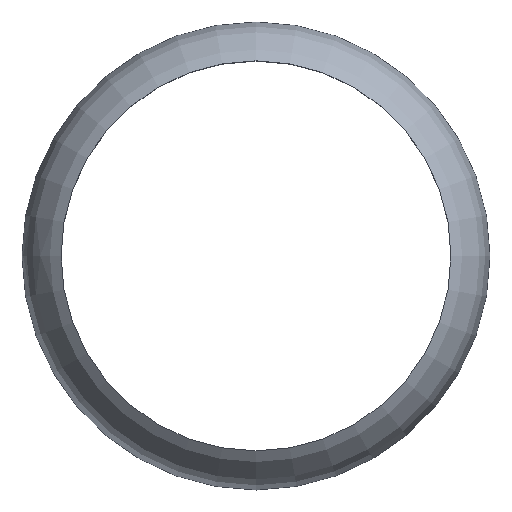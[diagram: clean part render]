
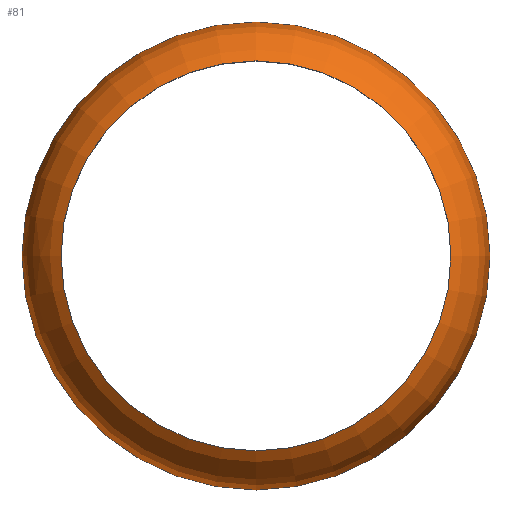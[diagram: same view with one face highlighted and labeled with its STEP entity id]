
A CAD part, top view. The second image highlights one B-rep face of the part: STEP entity #81.
In plain terms, the highlighted toroidal (fillet/blend) face has major radius 8 mm and minor radius 4 mm.
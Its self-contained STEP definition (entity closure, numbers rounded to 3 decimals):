
#22=FACE_OUTER_BOUND('',#26,.T.);
#26=EDGE_LOOP('',(#61,#62,#63,#64,#65));
#32=CIRCLE('',#109,12.);
#33=CIRCLE('',#111,4.);
#34=CIRCLE('',#112,10.);
#35=CIRCLE('',#113,10.);
#39=VERTEX_POINT('',#153);
#40=VERTEX_POINT('',#157);
#41=VERTEX_POINT('',#159);
#46=EDGE_CURVE('',#39,#39,#32,.T.);
#48=EDGE_CURVE('',#39,#40,#33,.T.);
#49=EDGE_CURVE('',#40,#41,#34,.T.);
#50=EDGE_CURVE('',#41,#40,#35,.T.);
#61=ORIENTED_EDGE('',*,*,#46,.T.);
#62=ORIENTED_EDGE('',*,*,#48,.T.);
#63=ORIENTED_EDGE('',*,*,#49,.T.);
#64=ORIENTED_EDGE('',*,*,#50,.T.);
#65=ORIENTED_EDGE('',*,*,#48,.F.);
#73=TOROIDAL_SURFACE('',#110,8.,4.);
#81=ADVANCED_FACE('',(#22),#73,.T.);
#109=AXIS2_PLACEMENT_3D('',#154,#129,#130);
#110=AXIS2_PLACEMENT_3D('',#156,#132,#133);
#111=AXIS2_PLACEMENT_3D('',#158,#134,#135);
#112=AXIS2_PLACEMENT_3D('',#160,#136,#137);
#113=AXIS2_PLACEMENT_3D('',#161,#138,#139);
#129=DIRECTION('center_axis',(0.,0.,1.));
#130=DIRECTION('ref_axis',(1.,0.,0.));
#132=DIRECTION('center_axis',(0.,0.,-1.));
#133=DIRECTION('ref_axis',(1.,0.,0.));
#134=DIRECTION('center_axis',(0.,1.,0.));
#135=DIRECTION('ref_axis',(-1.,0.,0.));
#136=DIRECTION('center_axis',(0.,0.,-1.));
#137=DIRECTION('ref_axis',(-1.,0.,0.));
#138=DIRECTION('center_axis',(0.,0.,-1.));
#139=DIRECTION('ref_axis',(-1.,0.,0.));
#153=CARTESIAN_POINT('',(-12.,0.,0.536));
#154=CARTESIAN_POINT('Origin',(0.,0.,0.536));
#156=CARTESIAN_POINT('Origin',(0.,0.,0.536));
#157=CARTESIAN_POINT('',(-10.,0.,4.));
#158=CARTESIAN_POINT('Origin',(-8.,0.,0.536));
#159=CARTESIAN_POINT('',(10.,0.,4.));
#160=CARTESIAN_POINT('Origin',(0.,0.,4.));
#161=CARTESIAN_POINT('Origin',(0.,0.,4.));
